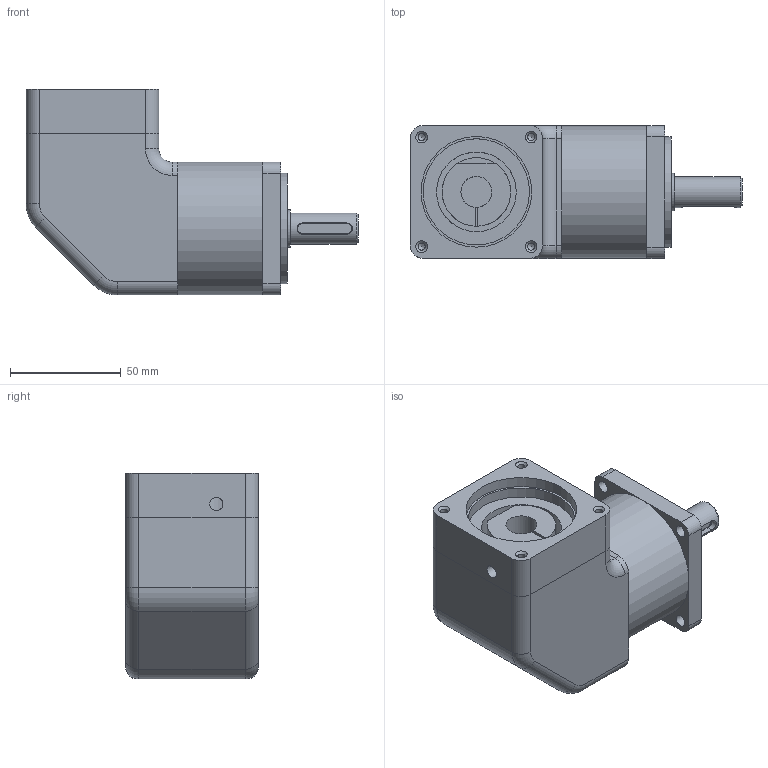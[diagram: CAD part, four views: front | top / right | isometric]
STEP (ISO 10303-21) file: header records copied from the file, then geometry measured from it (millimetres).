
FILE_DESCRIPTION(('STEP AP214'), '1');
FILE_NAME('Ðåäóêòîð Ïëàíåòàðíûé PLFA60-10', '', ('UNSPECIFIED'), ('UNSPECIFIED'), 'ASCON STEP Converter 1.6', 'ASCON Math Kernel', '');
FILE_SCHEMA(('AUTOMOTIVE_DESIGN { 1 0 10303 214 3 1 1}'));
Length unit declared in the file: millimetre
Bounding box: 150 x 60 x 93 mm (x, y, z)
Volume: 442708.5 mm3; surface area: 54470.7 mm2
Topology: 2 solids, 2 shells, 109 faces, 253 edges, 161 vertices
Faces by surface type: cylinder 46, plane 44, cone 11, torus 8
Full cylindrical faces by diameter (mm): 3.242 x4, 4.134 x1, 5.5 x4, 6 x1, 14 x2, 17 x1, 31 x1, 35 x1, 36 x2, 48 x1, 50 x2, 60 x1
Entity records: 4156 total; most frequent: CARTESIAN_POINT 786, DIRECTION 546, ORIENTED_EDGE 428, AXIS2_PLACEMENT_3D 225, EDGE_CURVE 214, EDGE_LOOP 162, VERTEX_POINT 150, COLOUR_RGB 115
